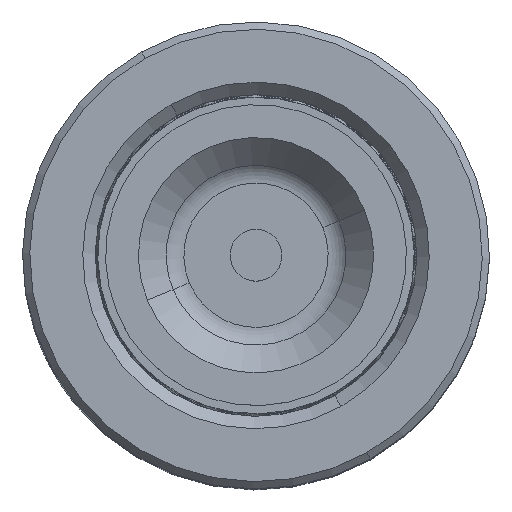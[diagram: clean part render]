
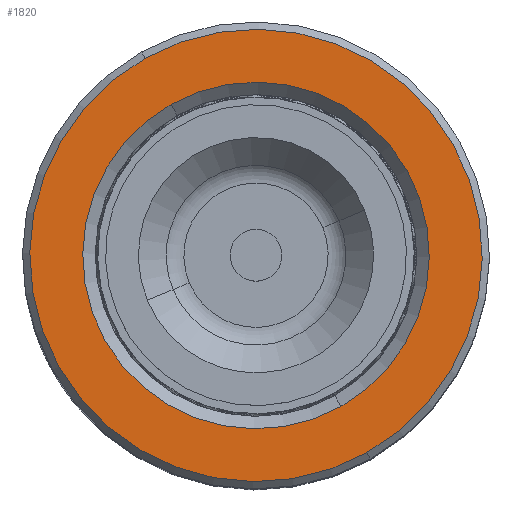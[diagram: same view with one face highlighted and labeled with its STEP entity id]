
A CAD part, top view. The second image highlights one B-rep face of the part: STEP entity #1820.
In plain terms, the highlighted planar face has unit normal (0, 0, 1).
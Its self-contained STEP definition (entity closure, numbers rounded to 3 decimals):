
#1820 = ADVANCED_FACE ( 'NONE', ( #27746, #9946 ), #49871, .T. ) ;
#2830 = DIRECTION ( 'NONE',  ( 1., 0., 0. ) ) ;
#3106 = ORIENTED_EDGE ( 'NONE', *, *, #17136, .T. ) ;
#4600 = DIRECTION ( 'NONE',  ( 1., 0., 0. ) ) ;
#5954 = EDGE_CURVE ( 'NONE', #6780, #36347, #48952, .T. ) ;
#6393 = EDGE_LOOP ( 'NONE', ( #46295, #9111 ) ) ;
#6780 = VERTEX_POINT ( 'NONE', #12451 ) ;
#8657 = DIRECTION ( 'NONE',  ( 0., 0., 1. ) ) ;
#9076 = CARTESIAN_POINT ( 'NONE',  ( -21.8, 0., 60. ) ) ;
#9111 = ORIENTED_EDGE ( 'NONE', *, *, #5954, .T. ) ;
#9457 = DIRECTION ( 'NONE',  ( 0., 0., 1. ) ) ;
#9946 = FACE_BOUND ( 'NONE', #6393, .T. ) ;
#12451 = CARTESIAN_POINT ( 'NONE',  ( -16.7, 0., 60. ) ) ;
#14538 = CARTESIAN_POINT ( 'NONE',  ( 0., 0., 60. ) ) ;
#15292 = EDGE_LOOP ( 'NONE', ( #52240, #3106 ) ) ;
#15939 = VERTEX_POINT ( 'NONE', #49857 ) ;
#17136 = EDGE_CURVE ( 'NONE', #15939, #22894, #25775, .T. ) ;
#20080 = EDGE_CURVE ( 'NONE', #36347, #6780, #38408, .T. ) ;
#21328 = AXIS2_PLACEMENT_3D ( 'NONE', #28897, #8657, #4600 ) ;
#22894 = VERTEX_POINT ( 'NONE', #9076 ) ;
#24447 = AXIS2_PLACEMENT_3D ( 'NONE', #14538, #51022, #34108 ) ;
#25256 = CARTESIAN_POINT ( 'NONE',  ( 0., 0., 60. ) ) ;
#25775 = CIRCLE ( 'NONE', #50697, 21.8 ) ;
#27746 = FACE_OUTER_BOUND ( 'NONE', #15292, .T. ) ;
#28897 = CARTESIAN_POINT ( 'NONE',  ( 0., 0., 60. ) ) ;
#31472 = CARTESIAN_POINT ( 'NONE',  ( 16.7, 0., 60. ) ) ;
#34108 = DIRECTION ( 'NONE',  ( 1., 0., 0. ) ) ;
#35176 = DIRECTION ( 'NONE',  ( 0., 0., -1. ) ) ;
#36347 = VERTEX_POINT ( 'NONE', #31472 ) ;
#38408 = CIRCLE ( 'NONE', #24447, 16.7 ) ;
#39241 = EDGE_CURVE ( 'NONE', #22894, #15939, #51853, .T. ) ;
#39712 = AXIS2_PLACEMENT_3D ( 'NONE', #51759, #35176, #2830 ) ;
#39894 = DIRECTION ( 'NONE',  ( 1., 0., 0. ) ) ;
#41052 = AXIS2_PLACEMENT_3D ( 'NONE', #25256, #9457, #41993 ) ;
#41993 = DIRECTION ( 'NONE',  ( 1., 0., 0. ) ) ;
#46295 = ORIENTED_EDGE ( 'NONE', *, *, #20080, .T. ) ;
#47578 = CARTESIAN_POINT ( 'NONE',  ( 0., 0., 60. ) ) ;
#47930 = DIRECTION ( 'NONE',  ( 0., 0., 1. ) ) ;
#48952 = CIRCLE ( 'NONE', #39712, 16.7 ) ;
#49857 = CARTESIAN_POINT ( 'NONE',  ( 21.8, 0., 60. ) ) ;
#49871 = PLANE ( 'NONE',  #41052 ) ;
#50697 = AXIS2_PLACEMENT_3D ( 'NONE', #47578, #47930, #39894 ) ;
#51022 = DIRECTION ( 'NONE',  ( 0., 0., -1. ) ) ;
#51759 = CARTESIAN_POINT ( 'NONE',  ( 0., 0., 60. ) ) ;
#51853 = CIRCLE ( 'NONE', #21328, 21.8 ) ;
#52240 = ORIENTED_EDGE ( 'NONE', *, *, #39241, .T. ) ;
